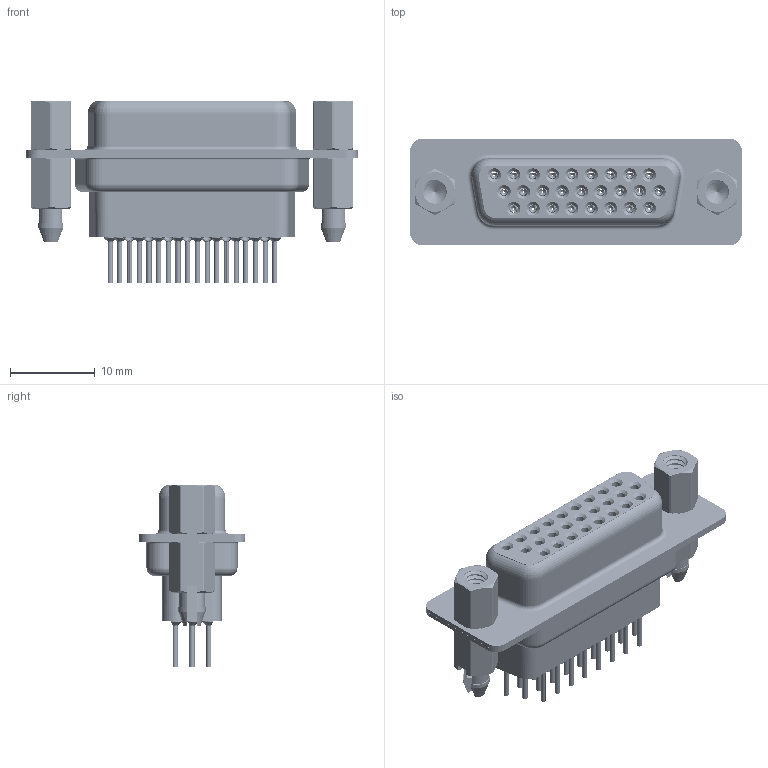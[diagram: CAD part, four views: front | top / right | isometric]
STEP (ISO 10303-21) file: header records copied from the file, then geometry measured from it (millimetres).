
FILE_DESCRIPTION (( 'STEP AP203' ), '1' );
FILE_NAME ('638-026-631-277.STEP', '2020-07-18T21:40:31', ( '' ), ( '' ), 'SwSTEP 2.0', 'SolidWorks 2020', '' );
FILE_SCHEMA (( 'CONFIG_CONTROL_DESIGN' ));
Length unit declared in the file: millimetre
Products named in the file (9): 638 Contact Row 3_31; 638 Contact Row 1_31; 638 Shell Front_26 Contacts; 638 4-40 Hex Standoff; 638 Housing_26 Contacts HP; 638 4-40 Threaded Boardlock_LP; 638-026-631-277; 638 Shell Rear_26 Contacts; 638 Contact Row 2_31
Assembly tree (33 placements, depth 2):
  638-026-631-277
    638 Housing_26 Contacts HP
    638 Shell Front_26 Contacts
    638 Shell Rear_26 Contacts
    638 Contact Row 1_31  x9
    638 Contact Row 2_31  x9
    638 Contact Row 3_31  x8
    638 4-40 Hex Standoff  x2
    638 4-40 Threaded Boardlock_LP  x2
Bounding box: 39.19 x 12.6 x 21.5 mm (x, y, z)
Volume: 3001.8 mm3; surface area: 10640.6 mm2
Topology: 33 solids, 33 shells, 3677 faces, 9481 edges, 5931 vertices
Faces by surface type: cylinder 1099, plane 927, torus 681, bspline 538, cone 432
Entity records: 38455 total; most frequent: CARTESIAN_POINT 13100, DIRECTION 5052, ORIENTED_EDGE 4962, EDGE_CURVE 2481, AXIS2_PLACEMENT_3D 2092, VERTEX_POINT 1571, EDGE_LOOP 1168, CIRCLE 1111
